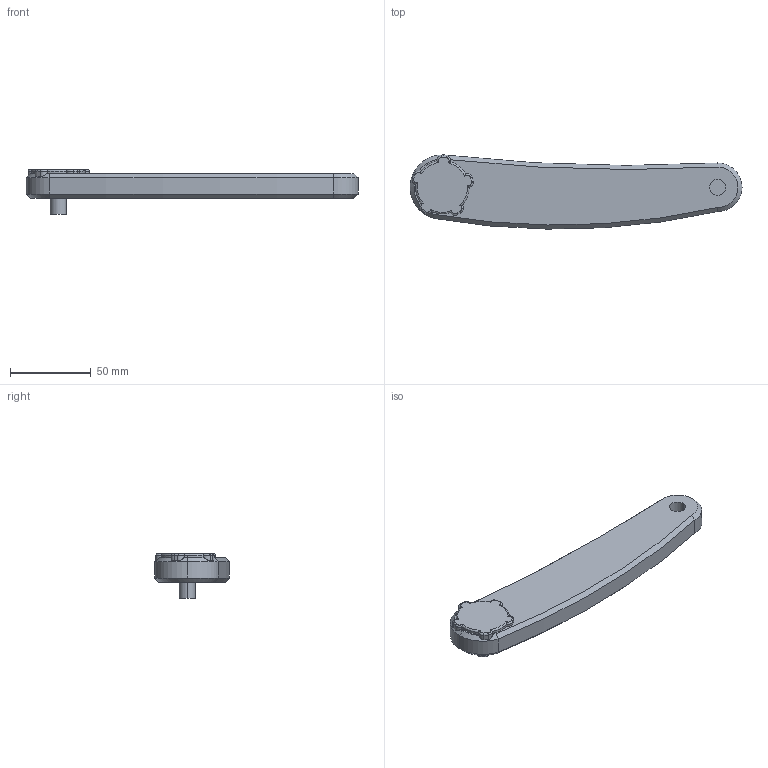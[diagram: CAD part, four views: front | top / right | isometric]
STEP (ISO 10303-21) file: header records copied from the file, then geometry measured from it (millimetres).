
FILE_DESCRIPTION (( 'STEP AP203' ), '1' );
FILE_NAME ('Robot_P3_Default_sldprt.STEP', '2023-12-06T08:17:10', ( '' ), ( '' ), 'SwSTEP 2.0', 'SolidWorks 2023', '' );
FILE_SCHEMA (( 'CONFIG_CONTROL_DESIGN' ));
Length unit declared in the file: millimetre
Products named in the file (1): Robot_P3_Default_sldprt
Bounding box: 205 x 45.81 x 27.5 mm (x, y, z)
Volume: 111470.2 mm3; surface area: 21257.5 mm2
Topology: 1 solids, 1 shells, 74 faces, 178 edges, 108 vertices
Faces by surface type: cylinder 33, torus 19, plane 12, cone 10
Entity records: 2416 total; most frequent: CARTESIAN_POINT 587, DIRECTION 403, ORIENTED_EDGE 356, EDGE_CURVE 178, AXIS2_PLACEMENT_3D 178, VERTEX_POINT 108, CIRCLE 103, EDGE_LOOP 76
